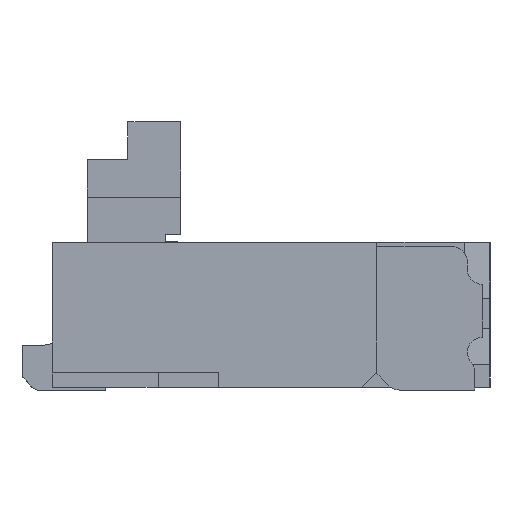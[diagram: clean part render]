
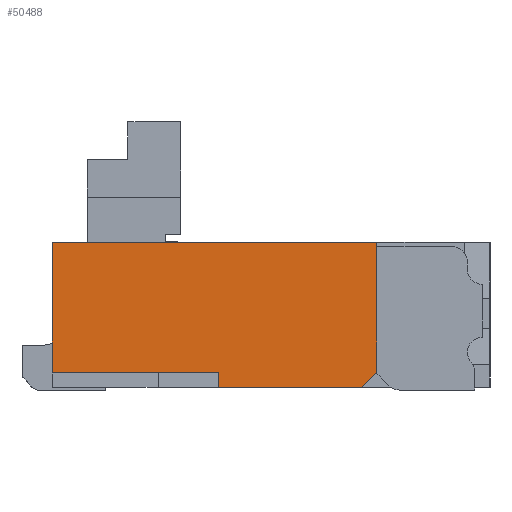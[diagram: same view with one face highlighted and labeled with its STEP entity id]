
A CAD part, left-side view. The second image highlights one B-rep face of the part: STEP entity #50488.
In plain terms, the highlighted planar face has unit normal (-1, 0, 0).
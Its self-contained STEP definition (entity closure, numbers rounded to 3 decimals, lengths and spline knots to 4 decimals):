
#5642=ORIENTED_EDGE('',*,*,#19493,.T.);
#5643=ORIENTED_EDGE('',*,*,#19483,.T.);
#5644=ORIENTED_EDGE('',*,*,#18794,.F.);
#5645=ORIENTED_EDGE('',*,*,#19588,.T.);
#5646=ORIENTED_EDGE('',*,*,#19453,.F.);
#5647=ORIENTED_EDGE('',*,*,#19460,.T.);
#5648=ORIENTED_EDGE('',*,*,#19403,.T.);
#18794=EDGE_CURVE('',#25853,#25854,#31407,.T.);
#19403=EDGE_CURVE('',#26246,#26245,#32015,.T.);
#19453=EDGE_CURVE('',#26279,#26280,#32064,.T.);
#19460=EDGE_CURVE('',#26279,#26246,#32071,.T.);
#19483=EDGE_CURVE('',#26297,#25854,#32094,.T.);
#19493=EDGE_CURVE('',#26245,#26297,#32104,.T.);
#19588=EDGE_CURVE('',#25853,#26280,#32198,.T.);
#25853=VERTEX_POINT('',#73324);
#25854=VERTEX_POINT('',#73326);
#26245=VERTEX_POINT('',#74478);
#26246=VERTEX_POINT('',#74480);
#26279=VERTEX_POINT('',#74574);
#26280=VERTEX_POINT('',#74576);
#26297=VERTEX_POINT('',#74635);
#31407=LINE('',#73325,#38260);
#32015=LINE('',#74479,#38868);
#32064=LINE('',#74575,#38917);
#32071=LINE('',#74587,#38924);
#32094=LINE('',#74634,#38947);
#32104=LINE('',#74652,#38957);
#32198=LINE('',#74843,#39051);
#38260=VECTOR('',#58676,1000.);
#38868=VECTOR('',#59592,1000.);
#38917=VECTOR('',#59667,1000.);
#38924=VECTOR('',#59682,1000.);
#38947=VECTOR('',#59721,1000.);
#38957=VECTOR('',#59735,1000.);
#39051=VECTOR('',#59905,1000.);
#43397=EDGE_LOOP('',(#5642,#5643,#5644,#5645,#5646,#5647,#5648));
#45916=FACE_BOUND('',#43397,.T.);
#48434=PLANE('',#52970);
#50488=ADVANCED_FACE('',(#45916),#48434,.F.);
#52970=AXIS2_PLACEMENT_3D('',#74842,#59903,#59904);
#58676=DIRECTION('',(0.,-1.,0.));
#59592=DIRECTION('',(0.,-1.,0.));
#59667=DIRECTION('',(0.,1.,0.));
#59682=DIRECTION('',(0.,0.,-1.));
#59721=DIRECTION('',(0.,0.,1.));
#59735=DIRECTION('',(0.,-0.707,0.707));
#59903=DIRECTION('',(1.,0.,0.));
#59904=DIRECTION('',(0.,0.,-1.));
#59905=DIRECTION('',(0.,0.,-1.));
#73324=CARTESIAN_POINT('',(-12.25,1.45,0.48));
#73325=CARTESIAN_POINT('',(-12.25,1.45,0.48));
#73326=CARTESIAN_POINT('',(-12.25,-0.7,0.48));
#74478=CARTESIAN_POINT('',(-12.25,-0.6,-0.48));
#74479=CARTESIAN_POINT('',(-12.25,1.45,-0.48));
#74480=CARTESIAN_POINT('',(-12.25,0.35,-0.48));
#74574=CARTESIAN_POINT('',(-12.25,0.35,-0.38));
#74575=CARTESIAN_POINT('',(-12.25,0.35,-0.38));
#74576=CARTESIAN_POINT('',(-12.25,1.45,-0.38));
#74587=CARTESIAN_POINT('',(-12.25,0.35,-0.38));
#74634=CARTESIAN_POINT('',(-12.25,-0.7,-0.48));
#74635=CARTESIAN_POINT('',(-12.25,-0.7,-0.38));
#74652=CARTESIAN_POINT('',(-12.25,-0.6,-0.48));
#74842=CARTESIAN_POINT('',(-12.25,1.45,0.48));
#74843=CARTESIAN_POINT('',(-12.25,1.45,0.48));
